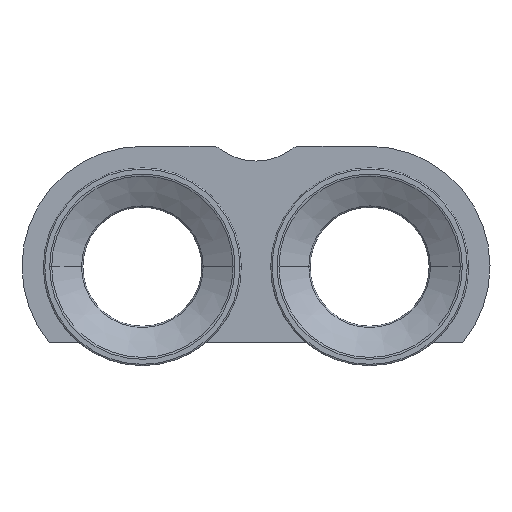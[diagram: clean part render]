
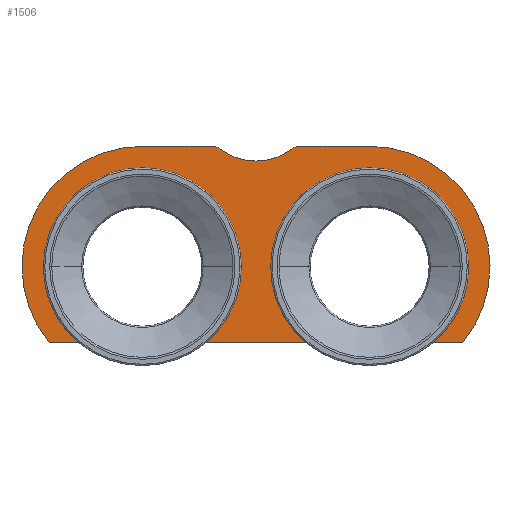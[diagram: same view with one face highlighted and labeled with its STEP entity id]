
A CAD part, front view. The second image highlights one B-rep face of the part: STEP entity #1506.
In plain terms, the highlighted planar face has unit normal (0, -1, 0).
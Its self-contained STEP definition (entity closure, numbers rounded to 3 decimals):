
#410=CARTESIAN_POINT('',(17.,3.,0.));
#411=DIRECTION('',(0.,1.,0.));
#412=DIRECTION('',(1.,0.,0.));
#413=AXIS2_PLACEMENT_3D('',#410,#411,#412);
#426=CARTESIAN_POINT('',(17.,3.,0.));
#427=DIRECTION('',(0.,1.,0.));
#428=DIRECTION('',(-0.638,0.,-0.77));
#429=AXIS2_PLACEMENT_3D('',#426,#427,#428);
#465=CARTESIAN_POINT('',(17.,3.,0.));
#466=DIRECTION('',(0.,1.,0.));
#467=DIRECTION('',(-1.,0.,0.));
#468=AXIS2_PLACEMENT_3D('',#465,#466,#467);
#480=DIRECTION('',(-1.,0.,0.));
#481=VECTOR('',#480,7.562);
#482=CARTESIAN_POINT('',(12.281,3.,-5.7));
#483=LINE('',#482,#481);
#487=DIRECTION('',(-1.,0.,0.));
#488=VECTOR('',#487,2.246);
#489=CARTESIAN_POINT('',(-4.719,3.,-5.7));
#490=LINE('',#489,#488);
#494=CARTESIAN_POINT('',(0.,3.,0.));
#495=DIRECTION('',(0.,1.,0.));
#496=DIRECTION('',(-0.774,0.,-0.633));
#497=AXIS2_PLACEMENT_3D('',#494,#495,#496);
#502=DIRECTION('',(1.,0.,0.));
#503=VECTOR('',#502,5.234);
#504=CARTESIAN_POINT('',(0.,3.,9.));
#505=LINE('',#504,#503);
#509=CARTESIAN_POINT('',(5.234,3.,8.));
#510=DIRECTION('',(0.,-1.,0.));
#511=DIRECTION('',(0.605,0.,0.796));
#512=AXIS2_PLACEMENT_3D('',#509,#510,#511);
#517=CARTESIAN_POINT('',(8.5,3.,12.3));
#518=DIRECTION('',(0.,1.,0.));
#519=DIRECTION('',(0.605,0.,-0.796));
#520=AXIS2_PLACEMENT_3D('',#517,#518,#519);
#525=CARTESIAN_POINT('',(11.766,3.,8.));
#526=DIRECTION('',(0.,-1.,0.));
#527=DIRECTION('',(0.,0.,1.));
#528=AXIS2_PLACEMENT_3D('',#525,#526,#527);
#533=DIRECTION('',(1.,0.,0.));
#534=VECTOR('',#533,5.234);
#535=CARTESIAN_POINT('',(11.766,3.,9.));
#536=LINE('',#535,#534);
#540=DIRECTION('',(-1.,0.,0.));
#541=VECTOR('',#540,2.246);
#542=CARTESIAN_POINT('',(23.965,3.,-5.7));
#543=LINE('',#542,#541);
#555=CARTESIAN_POINT('',(0.,3.,0.));
#556=DIRECTION('',(0.,1.,0.));
#557=DIRECTION('',(1.,0.,0.));
#558=AXIS2_PLACEMENT_3D('',#555,#556,#557);
#571=CARTESIAN_POINT('',(0.,3.,0.));
#572=DIRECTION('',(0.,1.,0.));
#573=DIRECTION('',(-0.638,0.,-0.77));
#574=AXIS2_PLACEMENT_3D('',#571,#572,#573);
#610=CARTESIAN_POINT('',(0.,3.,0.));
#611=DIRECTION('',(0.,1.,0.));
#612=DIRECTION('',(-1.,0.,0.));
#613=AXIS2_PLACEMENT_3D('',#610,#611,#612);
#703=CARTESIAN_POINT('',(17.,3.,0.));
#704=DIRECTION('',(0.,-1.,0.));
#705=DIRECTION('',(0.774,0.,-0.633));
#706=AXIS2_PLACEMENT_3D('',#703,#704,#705);
#1014=CARTESIAN_POINT('',(0.,3.,9.));
#1016=VERTEX_POINT('',#1014);
#1018=CARTESIAN_POINT('',(17.,3.,9.));
#1020=VERTEX_POINT('',#1018);
#1022=CARTESIAN_POINT('',(11.766,3.,9.));
#1023=CARTESIAN_POINT('',(11.162,3.,8.796));
#1024=VERTEX_POINT('',#1022);
#1025=VERTEX_POINT('',#1023);
#1034=CARTESIAN_POINT('',(5.838,3.,8.796));
#1035=VERTEX_POINT('',#1034);
#1036=CARTESIAN_POINT('',(5.234,3.,9.));
#1037=VERTEX_POINT('',#1036);
#1038=CARTESIAN_POINT('',(-7.4,3.,0.));
#1039=CARTESIAN_POINT('',(7.4,3.,0.));
#1040=VERTEX_POINT('',#1038);
#1041=VERTEX_POINT('',#1039);
#1042=CARTESIAN_POINT('',(9.6,3.,0.));
#1043=CARTESIAN_POINT('',(24.4,3.,0.));
#1044=VERTEX_POINT('',#1042);
#1045=VERTEX_POINT('',#1043);
#1046=CARTESIAN_POINT('',(-6.965,3.,-5.7));
#1048=VERTEX_POINT('',#1046);
#1050=CARTESIAN_POINT('',(23.965,3.,-5.7));
#1052=VERTEX_POINT('',#1050);
#1054=CARTESIAN_POINT('',(4.719,3.,-5.7));
#1056=VERTEX_POINT('',#1054);
#1058=CARTESIAN_POINT('',(-4.719,3.,-5.7));
#1060=VERTEX_POINT('',#1058);
#1062=CARTESIAN_POINT('',(21.719,3.,-5.7));
#1064=VERTEX_POINT('',#1062);
#1066=CARTESIAN_POINT('',(12.281,3.,-5.7));
#1068=VERTEX_POINT('',#1066);
#1471=CARTESIAN_POINT('',(0.,3.,0.));
#1472=DIRECTION('',(0.,1.,0.));
#1473=DIRECTION('',(-1.,0.,0.));
#1474=AXIS2_PLACEMENT_3D('',#1471,#1472,#1473);
#1475=PLANE('',#1474);
#1476=ORIENTED_EDGE('',*,*,#1416,.F.);
#1477=ORIENTED_EDGE('',*,*,#1465,.F.);
#1478=ORIENTED_EDGE('',*,*,#1422,.F.);
#1479=ORIENTED_EDGE('',*,*,#1402,.T.);
#1481=ORIENTED_EDGE('',*,*,#1480,.F.);
#1483=ORIENTED_EDGE('',*,*,#1482,.F.);
#1485=ORIENTED_EDGE('',*,*,#1484,.F.);
#1487=ORIENTED_EDGE('',*,*,#1486,.T.);
#1489=ORIENTED_EDGE('',*,*,#1488,.T.);
#1491=ORIENTED_EDGE('',*,*,#1490,.T.);
#1493=ORIENTED_EDGE('',*,*,#1492,.F.);
#1495=ORIENTED_EDGE('',*,*,#1494,.F.);
#1497=ORIENTED_EDGE('',*,*,#1496,.F.);
#1499=ORIENTED_EDGE('',*,*,#1498,.T.);
#1501=ORIENTED_EDGE('',*,*,#1500,.F.);
#1503=ORIENTED_EDGE('',*,*,#1502,.T.);
#1504=EDGE_LOOP('',(#1476,#1477,#1478,#1479,#1481,#1483,#1485,#1487,#1489,#1491,
#1493,#1495,#1497,#1499,#1501,#1503));
#1505=FACE_OUTER_BOUND('',#1504,.F.);
#1506=ADVANCED_FACE('',(#1505),#1475,.F.);
#414=CIRCLE('',#413,7.4);
#430=CIRCLE('',#429,7.4);
#469=CIRCLE('',#468,7.4);
#498=CIRCLE('',#497,9.);
#513=CIRCLE('',#512,1.);
#521=CIRCLE('',#520,4.4);
#529=CIRCLE('',#528,1.);
#559=CIRCLE('',#558,7.4);
#575=CIRCLE('',#574,7.4);
#614=CIRCLE('',#613,7.4);
#707=CIRCLE('',#706,9.);
#1402=EDGE_CURVE('',#1068,#1056,#483,.T.);
#1416=EDGE_CURVE('',#1045,#1064,#414,.T.);
#1422=EDGE_CURVE('',#1068,#1044,#430,.T.);
#1465=EDGE_CURVE('',#1044,#1045,#469,.T.);
#1480=EDGE_CURVE('',#1041,#1056,#559,.T.);
#1482=EDGE_CURVE('',#1040,#1041,#614,.T.);
#1484=EDGE_CURVE('',#1060,#1040,#575,.T.);
#1486=EDGE_CURVE('',#1060,#1048,#490,.T.);
#1488=EDGE_CURVE('',#1048,#1016,#498,.T.);
#1490=EDGE_CURVE('',#1016,#1037,#505,.T.);
#1492=EDGE_CURVE('',#1035,#1037,#513,.T.);
#1494=EDGE_CURVE('',#1025,#1035,#521,.T.);
#1496=EDGE_CURVE('',#1024,#1025,#529,.T.);
#1498=EDGE_CURVE('',#1024,#1020,#536,.T.);
#1500=EDGE_CURVE('',#1052,#1020,#707,.T.);
#1502=EDGE_CURVE('',#1052,#1064,#543,.T.);
